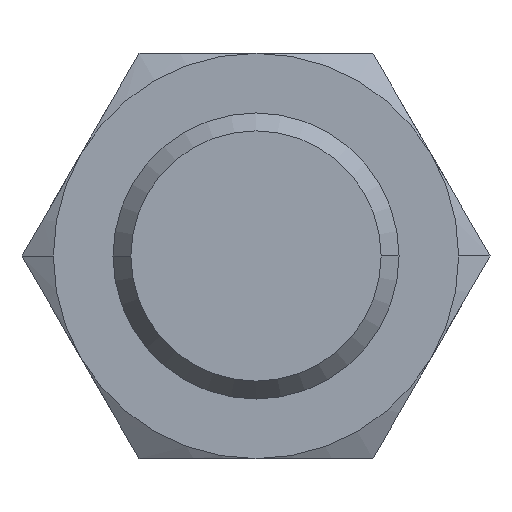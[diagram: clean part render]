
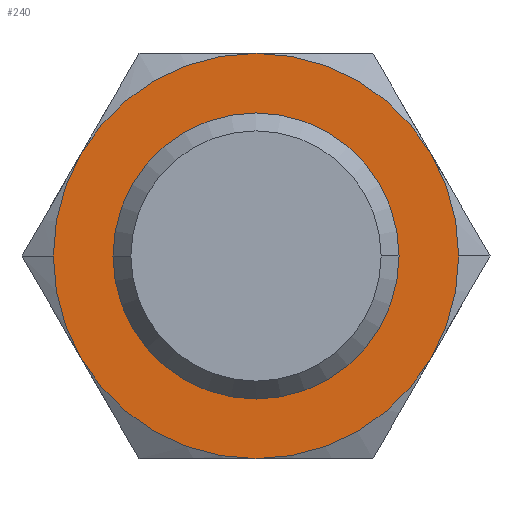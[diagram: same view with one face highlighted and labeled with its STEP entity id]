
A CAD part, front view. The second image highlights one B-rep face of the part: STEP entity #240.
In plain terms, the highlighted planar face has unit normal (0, -1, 0).
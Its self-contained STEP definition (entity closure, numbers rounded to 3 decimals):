
#240=ADVANCED_FACE('',(#389,#390),#391,.T.);
#389=FACE_OUTER_BOUND('',#545,.T.);
#390=FACE_BOUND('',#546,.T.);
#391=PLANE('',#547);
#545=EDGE_LOOP('',(#1037,#1038,#1039,#1040,#1041,#1042,#1043,#1044));
#546=EDGE_LOOP('',(#1045,#1046));
#547=AXIS2_PLACEMENT_3D('',#1047,#1048,#1049);
#1037=ORIENTED_EDGE('',*,*,#1235,.F.);
#1038=ORIENTED_EDGE('',*,*,#1221,.F.);
#1039=ORIENTED_EDGE('',*,*,#1224,.F.);
#1040=ORIENTED_EDGE('',*,*,#1226,.F.);
#1041=ORIENTED_EDGE('',*,*,#1219,.F.);
#1042=ORIENTED_EDGE('',*,*,#1230,.F.);
#1043=ORIENTED_EDGE('',*,*,#1233,.F.);
#1044=ORIENTED_EDGE('',*,*,#1215,.F.);
#1045=ORIENTED_EDGE('',*,*,#1255,.T.);
#1046=ORIENTED_EDGE('',*,*,#1199,.T.);
#1047=CARTESIAN_POINT('',(7.25,-8.0,0.0));
#1048=DIRECTION('',(0.0,-1.0,0.0));
#1049=DIRECTION('',(-1.0,0.0,0.0));
#1199=EDGE_CURVE('',#1411,#1408,#1412,.T.);
#1215=EDGE_CURVE('',#1438,#1441,#1442,.T.);
#1219=EDGE_CURVE('',#1447,#1445,#1449,.T.);
#1221=EDGE_CURVE('',#1451,#1453,#1454,.T.);
#1224=EDGE_CURVE('',#1457,#1451,#1459,.T.);
#1226=EDGE_CURVE('',#1445,#1457,#1461,.T.);
#1230=EDGE_CURVE('',#1465,#1447,#1467,.T.);
#1233=EDGE_CURVE('',#1441,#1465,#1471,.T.);
#1235=EDGE_CURVE('',#1453,#1438,#1473,.T.);
#1255=EDGE_CURVE('',#1408,#1411,#1501,.T.);
#1408=VERTEX_POINT('',#1948);
#1411=VERTEX_POINT('',#1952);
#1412=CIRCLE('',#1953,6.0);
#1438=VERTEX_POINT('',#2008);
#1441=VERTEX_POINT('',#2012);
#1442=CIRCLE('',#2013,8.5);
#1445=VERTEX_POINT('',#2027);
#1447=VERTEX_POINT('',#2030);
#1449=CIRCLE('',#2043,8.5);
#1451=VERTEX_POINT('',#2045);
#1453=VERTEX_POINT('',#2058);
#1454=CIRCLE('',#2059,8.5);
#1457=VERTEX_POINT('',#2073);
#1459=CIRCLE('',#2086,8.5);
#1461=CIRCLE('',#2099,8.5);
#1465=VERTEX_POINT('',#2125);
#1467=CIRCLE('',#2138,8.5);
#1471=CIRCLE('',#2164,8.5);
#1473=CIRCLE('',#2177,8.5);
#1501=CIRCLE('',#2315,6.0);
#1948=CARTESIAN_POINT('',(6.0,-8.0,0.0));
#1952=CARTESIAN_POINT('',(-6.0,-8.0,0.));
#1953=AXIS2_PLACEMENT_3D('',#2479,#2480,#2481);
#2008=CARTESIAN_POINT('',(8.5,-8.0,0.));
#2012=CARTESIAN_POINT('',(7.361,-8.0,-4.25));
#2013=AXIS2_PLACEMENT_3D('',#2505,#2506,#2507);
#2027=CARTESIAN_POINT('',(-8.5,-8.0,0.));
#2030=CARTESIAN_POINT('',(-7.361,-8.0,-4.25));
#2043=AXIS2_PLACEMENT_3D('',#2509,#2510,#2511);
#2045=CARTESIAN_POINT('',(0.,-8.0,8.5));
#2058=CARTESIAN_POINT('',(7.361,-8.0,4.25));
#2059=AXIS2_PLACEMENT_3D('',#2512,#2513,#2514);
#2073=CARTESIAN_POINT('',(-7.361,-8.0,4.25));
#2086=AXIS2_PLACEMENT_3D('',#2515,#2516,#2517);
#2099=AXIS2_PLACEMENT_3D('',#2518,#2519,#2520);
#2125=CARTESIAN_POINT('',(0.0,-8.0,-8.5));
#2138=AXIS2_PLACEMENT_3D('',#2521,#2522,#2523);
#2164=AXIS2_PLACEMENT_3D('',#2524,#2525,#2526);
#2177=AXIS2_PLACEMENT_3D('',#2527,#2528,#2529);
#2315=AXIS2_PLACEMENT_3D('',#2557,#2558,#2559);
#2479=CARTESIAN_POINT('',(0.0,-8.0,0.0));
#2480=DIRECTION('',(0.0,1.0,0.0));
#2481=DIRECTION('',(1.0,0.0,0.0));
#2505=CARTESIAN_POINT('',(0.0,-8.0,0.0));
#2506=DIRECTION('',(0.0,1.0,0.0));
#2507=DIRECTION('',(1.0,0.0,0.0));
#2509=CARTESIAN_POINT('',(0.0,-8.0,0.0));
#2510=DIRECTION('',(0.0,1.0,0.0));
#2511=DIRECTION('',(1.0,0.0,0.0));
#2512=CARTESIAN_POINT('',(0.0,-8.0,0.0));
#2513=DIRECTION('',(0.0,1.0,0.0));
#2514=DIRECTION('',(1.0,0.0,0.0));
#2515=CARTESIAN_POINT('',(0.0,-8.0,0.0));
#2516=DIRECTION('',(0.0,1.0,0.0));
#2517=DIRECTION('',(1.0,0.0,0.0));
#2518=CARTESIAN_POINT('',(0.0,-8.0,0.0));
#2519=DIRECTION('',(0.0,1.0,0.0));
#2520=DIRECTION('',(1.0,0.0,0.0));
#2521=CARTESIAN_POINT('',(0.0,-8.0,0.0));
#2522=DIRECTION('',(0.0,1.0,0.0));
#2523=DIRECTION('',(1.0,0.0,0.0));
#2524=CARTESIAN_POINT('',(0.0,-8.0,0.0));
#2525=DIRECTION('',(0.0,1.0,0.0));
#2526=DIRECTION('',(1.0,0.0,0.0));
#2527=CARTESIAN_POINT('',(0.0,-8.0,0.0));
#2528=DIRECTION('',(0.0,1.0,0.0));
#2529=DIRECTION('',(1.0,0.0,0.0));
#2557=CARTESIAN_POINT('',(0.0,-8.0,0.0));
#2558=DIRECTION('',(0.0,1.0,0.0));
#2559=DIRECTION('',(1.0,0.0,0.0));
